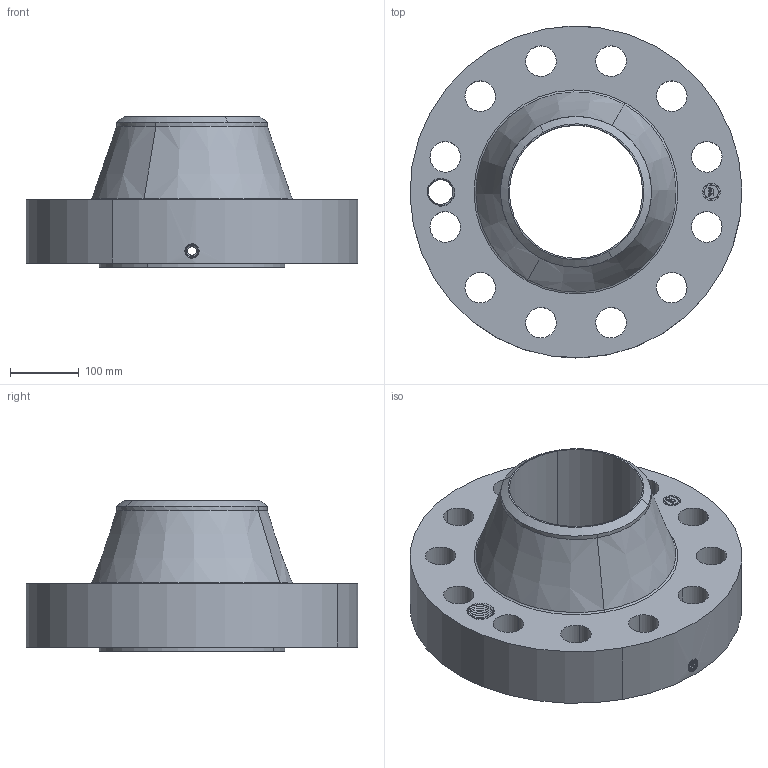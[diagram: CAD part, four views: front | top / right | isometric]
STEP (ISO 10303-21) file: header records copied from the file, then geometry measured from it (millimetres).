
FILE_DESCRIPTION(('3D STEP'),'2;1');
FILE_NAME('8-1500-RF-WELD-NECK-80-ORIF-FLANGE.stp','2013-11-03T21:07:47+00:00',('Texas Flange'),(''),'CATIA Version 5 Release 20 SP 6 (IN-10)','CATIA V5 STEP AP214','800-826-3801');
FILE_SCHEMA(('AUTOMOTIVE_DESIGN { 1 0 10303 214 1 1 1 1 }'));
Length unit declared in the file: inch
Products named in the file (1): 8-1500-RF-WELD-NECK-80-ORIF-FLANGE
Bounding box: 482.47 x 482.6 x 219.2 mm (x, y, z)
Volume: 14882269.9 mm3; surface area: 802289 mm2
Topology: 1 solids, 1 shells, 861 faces, 2336 edges, 1496 vertices
Faces by surface type: plane 369, bspline 308, cylinder 129, cone 49, revolution 4, torus 2
Entity records: 37866 total; most frequent: CARTESIAN_POINT 17107, ORIENTED_EDGE 4672, EDGE_CURVE 2336, DIRECTION 2127, VERTEX_POINT 1496, VECTOR 1217, LINE 1217, B_SPLINE_CURVE_WITH_KNOTS 991
